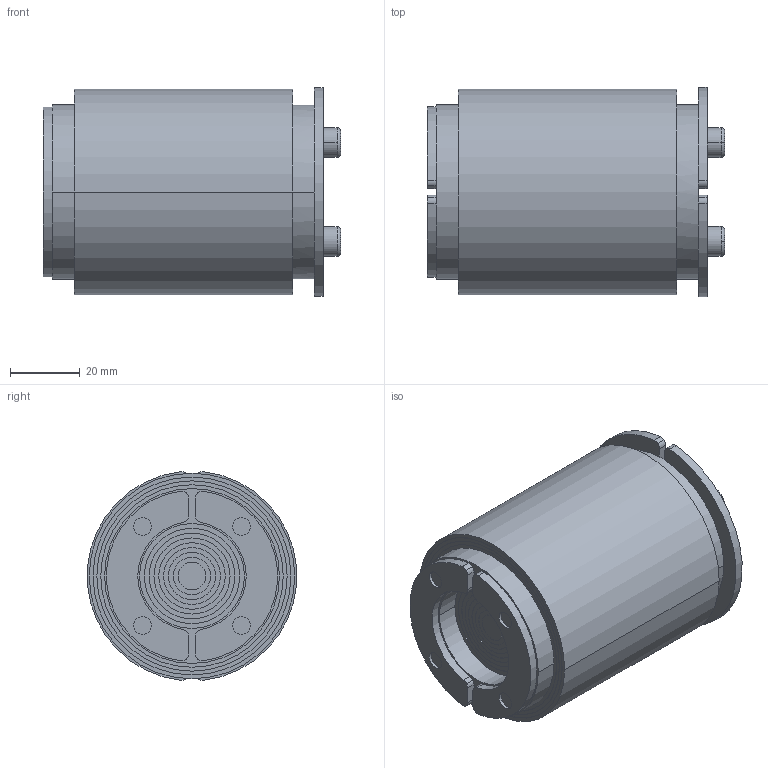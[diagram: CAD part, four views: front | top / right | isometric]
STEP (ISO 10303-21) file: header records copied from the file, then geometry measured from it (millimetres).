
FILE_DESCRIPTION((''),'2;1');
FILE_NAME('RS 50 OMD.stp','2003-12-29T10:24:52',('petor'),(''),'Autodesk Inventor 7','Autodesk Inventor 7','');
FILE_SCHEMA(('AUTOMOTIVE_DESIGN { 1 0 10303 214 1 1 1 1 }'));
Length unit declared in the file: millimetre
Products named in the file (1): RS 50 OMD
Bounding box: 85 x 59.78 x 59.67 mm (x, y, z)
Volume: 193942.3 mm3; surface area: 24200.1 mm2
Topology: 1 solids, 1 shells, 196 faces, 456 edges, 302 vertices
Faces by surface type: cylinder 110, plane 78, torus 8
Entity records: 5721 total; most frequent: DIRECTION 1096, CARTESIAN_POINT 955, ORIENTED_EDGE 912, EDGE_CURVE 456, AXIS2_PLACEMENT_3D 443, VERTEX_POINT 302, CIRCLE 246, EDGE_LOOP 236
